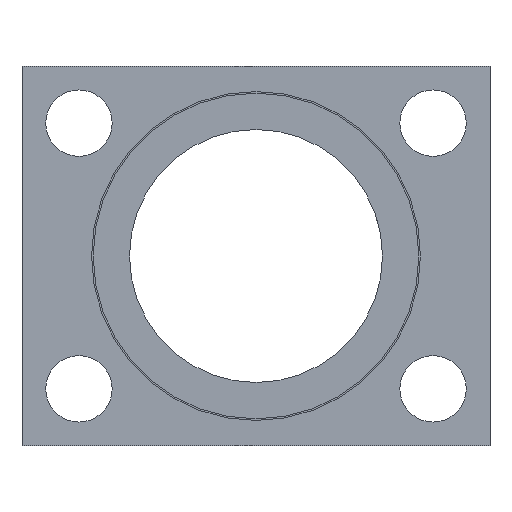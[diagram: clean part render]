
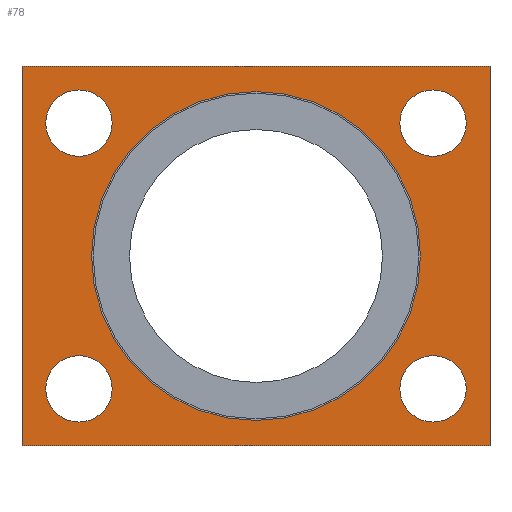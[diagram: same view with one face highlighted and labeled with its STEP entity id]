
A CAD part, left-side view. The second image highlights one B-rep face of the part: STEP entity #78.
In plain terms, the highlighted planar face has unit normal (-1, 0, 0).
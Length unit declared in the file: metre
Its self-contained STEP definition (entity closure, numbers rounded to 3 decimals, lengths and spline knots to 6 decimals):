
#78 = ADVANCED_FACE( '', ( #179, #180, #181, #182, #183, #184 ), #185, .F. );
#179 = FACE_BOUND( '', #296, .T. );
#180 = FACE_BOUND( '', #297, .T. );
#181 = FACE_BOUND( '', #298, .T. );
#182 = FACE_OUTER_BOUND( '', #299, .T. );
#183 = FACE_BOUND( '', #300, .T. );
#184 = FACE_BOUND( '', #301, .T. );
#185 = PLANE( '', #302 );
#296 = EDGE_LOOP( '', ( #441 ) );
#297 = EDGE_LOOP( '', ( #442 ) );
#298 = EDGE_LOOP( '', ( #443 ) );
#299 = EDGE_LOOP( '', ( #444, #445, #446, #447 ) );
#300 = EDGE_LOOP( '', ( #448 ) );
#301 = EDGE_LOOP( '', ( #449 ) );
#302 = AXIS2_PLACEMENT_3D( '', #450, #451, #452 );
#441 = ORIENTED_EDGE( '', *, *, #541, .T. );
#442 = ORIENTED_EDGE( '', *, *, #568, .T. );
#443 = ORIENTED_EDGE( '', *, *, #569, .T. );
#444 = ORIENTED_EDGE( '', *, *, #570, .T. );
#445 = ORIENTED_EDGE( '', *, *, #549, .T. );
#446 = ORIENTED_EDGE( '', *, *, #571, .T. );
#447 = ORIENTED_EDGE( '', *, *, #572, .F. );
#448 = ORIENTED_EDGE( '', *, *, #528, .T. );
#449 = ORIENTED_EDGE( '', *, *, #573, .T. );
#450 = CARTESIAN_POINT( '', ( -0.008, -0.1, -0.1 ) );
#451 = DIRECTION( '', ( 1., 0., 0. ) );
#452 = DIRECTION( '', ( 0., 0., -1. ) );
#528 = EDGE_CURVE( '', #593, #593, #594, .T. );
#541 = EDGE_CURVE( '', #615, #615, #616, .T. );
#549 = EDGE_CURVE( '', #628, #629, #630, .T. );
#568 = EDGE_CURVE( '', #658, #658, #659, .T. );
#569 = EDGE_CURVE( '', #660, #660, #661, .T. );
#570 = EDGE_CURVE( '', #662, #628, #663, .T. );
#571 = EDGE_CURVE( '', #629, #664, #665, .T. );
#572 = EDGE_CURVE( '', #662, #664, #666, .T. );
#573 = EDGE_CURVE( '', #667, #667, #668, .T. );
#593 = VERTEX_POINT( '', #691 );
#594 = CIRCLE( '', #692, 0.00525 );
#615 = VERTEX_POINT( '', #772 );
#616 = CIRCLE( '', #773, 0.00525 );
#628 = VERTEX_POINT( '', #785 );
#629 = VERTEX_POINT( '', #786 );
#630 = LINE( '', #787, #788 );
#658 = VERTEX_POINT( '', #822 );
#659 = CIRCLE( '', #823, 0.00525 );
#660 = VERTEX_POINT( '', #824 );
#661 = CIRCLE( '', #825, 0.026 );
#662 = VERTEX_POINT( '', #826 );
#663 = LINE( '', #827, #828 );
#664 = VERTEX_POINT( '', #829 );
#665 = LINE( '', #830, #831 );
#666 = LINE( '', #832, #833 );
#667 = VERTEX_POINT( '', #834 );
#668 = CIRCLE( '', #835, 0.00525 );
#691 = CARTESIAN_POINT( '', ( -0.008, -0.03325, -0.021 ) );
#692 = AXIS2_PLACEMENT_3D( '', #860, #861, #862 );
#772 = CARTESIAN_POINT( '', ( -0.008, 0.02275, -0.021 ) );
#773 = AXIS2_PLACEMENT_3D( '', #884, #885, #886 );
#785 = CARTESIAN_POINT( '', ( -0.008, 0.037, -0.03 ) );
#786 = CARTESIAN_POINT( '', ( -0.008, -0.037, -0.03 ) );
#787 = CARTESIAN_POINT( '', ( -0.008, 0.037, -0.03 ) );
#788 = VECTOR( '', #899, 1. );
#822 = CARTESIAN_POINT( '', ( -0.008, -0.03325, 0.021 ) );
#823 = AXIS2_PLACEMENT_3D( '', #921, #922, #923 );
#824 = CARTESIAN_POINT( '', ( -0.008, 0.026, 0. ) );
#825 = AXIS2_PLACEMENT_3D( '', #924, #925, #926 );
#826 = CARTESIAN_POINT( '', ( -0.008, 0.037, 0.03 ) );
#827 = CARTESIAN_POINT( '', ( -0.008, 0.037, 0.03 ) );
#828 = VECTOR( '', #927, 1. );
#829 = CARTESIAN_POINT( '', ( -0.008, -0.037, 0.03 ) );
#830 = CARTESIAN_POINT( '', ( -0.008, -0.037, 0.03 ) );
#831 = VECTOR( '', #928, 1. );
#832 = CARTESIAN_POINT( '', ( -0.008, 0.037, 0.03 ) );
#833 = VECTOR( '', #929, 1. );
#834 = CARTESIAN_POINT( '', ( -0.008, 0.02275, 0.021 ) );
#835 = AXIS2_PLACEMENT_3D( '', #930, #931, #932 );
#860 = CARTESIAN_POINT( '', ( -0.008, -0.028, -0.021 ) );
#861 = DIRECTION( '', ( 1., 0., 0. ) );
#862 = DIRECTION( '', ( 0., -1., 0. ) );
#884 = CARTESIAN_POINT( '', ( -0.008, 0.028, -0.021 ) );
#885 = DIRECTION( '', ( 1., 0., 0. ) );
#886 = DIRECTION( '', ( 0., -1., 0. ) );
#899 = DIRECTION( '', ( 0., -1., 0. ) );
#921 = CARTESIAN_POINT( '', ( -0.008, -0.028, 0.021 ) );
#922 = DIRECTION( '', ( 1., 0., 0. ) );
#923 = DIRECTION( '', ( 0., -1., 0. ) );
#924 = CARTESIAN_POINT( '', ( -0.008, 0., 0. ) );
#925 = DIRECTION( '', ( 1., 0., 0. ) );
#926 = DIRECTION( '', ( 0., 1., 0. ) );
#927 = DIRECTION( '', ( 0., 0., -1. ) );
#928 = DIRECTION( '', ( 0., 0., 1. ) );
#929 = DIRECTION( '', ( 0., -1., 0. ) );
#930 = CARTESIAN_POINT( '', ( -0.008, 0.028, 0.021 ) );
#931 = DIRECTION( '', ( 1., 0., 0. ) );
#932 = DIRECTION( '', ( 0., -1., 0. ) );
